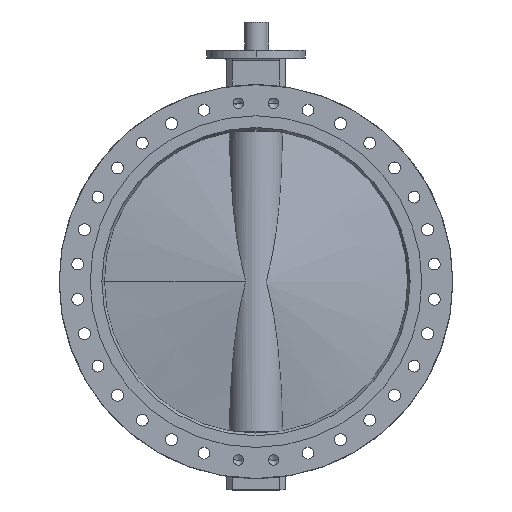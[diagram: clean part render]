
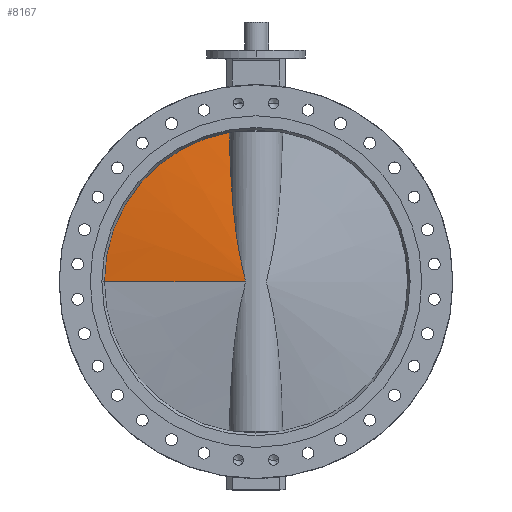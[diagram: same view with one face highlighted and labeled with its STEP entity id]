
A CAD part, top view. The second image highlights one B-rep face of the part: STEP entity #8167.
In plain terms, the highlighted conical face has half-angle 81.018 degrees and reference radius 540.948 mm.
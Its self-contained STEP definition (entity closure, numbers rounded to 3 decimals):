
#1013 = LINE ( 'NONE', #3179, #1014 ) ;
#1014 = VECTOR ( 'NONE', #3222, 1000. ) ;
#1033 = CIRCLE ( 'NONE', #6328, 539.281 ) ;
#1280 = EDGE_LOOP ( 'NONE', ( #7879, #7880, #7881 ) ) ;
#2859 = EDGE_CURVE ( 'NONE', #8695, #8680, #1013, .T. ) ;
#2879 = EDGE_CURVE ( 'NONE', #10082, #8695, #9003, .T. ) ;
#2880 = EDGE_CURVE ( 'NONE', #10082, #8680, #1033, .T. ) ;
#3179 = CARTESIAN_POINT ( 'NONE',  ( -7.5, 0., -540.948 ) ) ;
#3222 = DIRECTION ( 'NONE',  ( 0.156, 0., -0.988 ) ) ;
#3420 = CARTESIAN_POINT ( 'NONE',  ( -7.763, 530.904, -94.682 ) ) ;
#3421 = CARTESIAN_POINT ( 'NONE',  ( -11.236, 508.636, -94.397 ) ) ;
#3426 = CARTESIAN_POINT ( 'NONE',  ( -14.708, 486.373, -93.921 ) ) ;
#3427 = CARTESIAN_POINT ( 'NONE',  ( -21.649, 441.854, -92.568 ) ) ;
#3428 = CARTESIAN_POINT ( 'NONE',  ( -25.118, 419.599, -91.691 ) ) ;
#3429 = CARTESIAN_POINT ( 'NONE',  ( -32.052, 375.099, -89.504 ) ) ;
#3430 = CARTESIAN_POINT ( 'NONE',  ( -35.515, 352.867, -88.193 ) ) ;
#3431 = CARTESIAN_POINT ( 'NONE',  ( -42.432, 308.442, -85.082 ) ) ;
#3432 = CARTESIAN_POINT ( 'NONE',  ( -45.886, 286.249, -83.281 ) ) ;
#3433 = CARTESIAN_POINT ( 'NONE',  ( -52.779, 241.909, -79.092 ) ) ;
#3434 = CARTESIAN_POINT ( 'NONE',  ( -56.219, 219.763, -76.706 ) ) ;
#3435 = CARTESIAN_POINT ( 'NONE',  ( -61.36, 186.588, -72.559 ) ) ;
#3436 = CARTESIAN_POINT ( 'NONE',  ( -63.069, 175.545, -71.082 ) ) ;
#3437 = CARTESIAN_POINT ( 'NONE',  ( -66.475, 153.496, -67.908 ) ) ;
#3438 = CARTESIAN_POINT ( 'NONE',  ( -68.171, 142.49, -66.211 ) ) ;
#3439 = CARTESIAN_POINT ( 'NONE',  ( -71.544, 120.522, -62.551 ) ) ;
#3440 = CARTESIAN_POINT ( 'NONE',  ( -73.221, 109.56, -60.589 ) ) ;
#3441 = CARTESIAN_POINT ( 'NONE',  ( -75.708, 93.155, -57.403 ) ) ;
#3442 = CARTESIAN_POINT ( 'NONE',  ( -76.532, 87.693, -56.301 ) ) ;
#3443 = CARTESIAN_POINT ( 'NONE',  ( -78.166, 76.782, -54.009 ) ) ;
#3444 = CARTESIAN_POINT ( 'NONE',  ( -78.976, 71.333, -52.82 ) ) ;
#3445 = CARTESIAN_POINT ( 'NONE',  ( -80.571, 60.448, -50.353 ) ) ;
#3446 = CARTESIAN_POINT ( 'NONE',  ( -81.357, 55.011, -49.075 ) ) ;
#3447 = CARTESIAN_POINT ( 'NONE',  ( -82.5, 46.86, -47.11 ) ) ;
#3448 = CARTESIAN_POINT ( 'NONE',  ( -82.875, 44.144, -46.447 ) ) ;
#3449 = CARTESIAN_POINT ( 'NONE',  ( -83.608, 38.71, -45.115 ) ) ;
#3450 = CARTESIAN_POINT ( 'NONE',  ( -83.965, 35.992, -44.446 ) ) ;
#3451 = CARTESIAN_POINT ( 'NONE',  ( -84.652, 30.55, -43.124 ) ) ;
#3452 = CARTESIAN_POINT ( 'NONE',  ( -84.981, 27.826, -42.469 ) ) ;
#3453 = CARTESIAN_POINT ( 'NONE',  ( -85.595, 22.361, -41.218 ) ) ;
#3454 = CARTESIAN_POINT ( 'NONE',  ( -85.879, 19.621, -40.621 ) ) ;
#3455 = CARTESIAN_POINT ( 'NONE',  ( -86.371, 14.107, -39.564 ) ) ;
#3456 = CARTESIAN_POINT ( 'NONE',  ( -86.579, 11.333, -39.106 ) ) ;
#3457 = CARTESIAN_POINT ( 'NONE',  ( -86.87, 5.721, -38.455 ) ) ;
#3458 = CARTESIAN_POINT ( 'NONE',  ( -86.952, 2.882, -38.268 ) ) ;
#3459 = CARTESIAN_POINT ( 'NONE',  ( -86.952, 0., -38.268 ) ) ;
#3462 = CARTESIAN_POINT ( 'NONE',  ( -7.763, 0., 0. ) ) ;
#3463 = DIRECTION ( 'NONE',  ( -1., 0., 0. ) ) ;
#3464 = DIRECTION ( 'NONE',  ( 0., 0., 1. ) ) ;
#3649 = DIRECTION ( 'NONE',  ( 0., 0., -1. ) ) ;
#3650 = CARTESIAN_POINT ( 'NONE',  ( -7.5, 0., 0. ) ) ;
#3651 = DIRECTION ( 'NONE',  ( 1., 0., 0. ) ) ;
#3762 = AXIS2_PLACEMENT_3D ( 'NONE', #3650, #3651, #3649 ) ;
#4144 = FACE_OUTER_BOUND ( 'NONE', #1280, .T. ) ;
#4148 = CONICAL_SURFACE ( 'NONE', #3762, 540.948, 1.414 ) ;
#5434 = CARTESIAN_POINT ( 'NONE',  ( -7.763, 0., -539.281 ) ) ;
#5450 = CARTESIAN_POINT ( 'NONE',  ( -86.952, 0., -38.268 ) ) ;
#5694 = CARTESIAN_POINT ( 'NONE',  ( -7.763, 530.904, -94.682 ) ) ;
#6328 = AXIS2_PLACEMENT_3D ( 'NONE', #3462, #3463, #3464 ) ;
#7879 = ORIENTED_EDGE ( 'NONE', *, *, #2859, .F. ) ;
#7880 = ORIENTED_EDGE ( 'NONE', *, *, #2879, .F. ) ;
#7881 = ORIENTED_EDGE ( 'NONE', *, *, #2880, .T. ) ;
#8167 = ADVANCED_FACE ( 'NONE', ( #4144 ), #4148, .T. ) ;
#8680 = VERTEX_POINT ( 'NONE', #5434 ) ;
#8695 = VERTEX_POINT ( 'NONE', #5450 ) ;
#9003 = B_SPLINE_CURVE_WITH_KNOTS ( 'NONE', 3,
 ( #3420, #3421, #3426, #3427, #3428, #3429, #3430, #3431, #3432, #3433, #3434, #3435, #3436, #3437, #3438, #3439, #3440, #3441, #3442, #3443, #3444, #3445, #3446, #3447, #3448, #3449, #3450, #3451, #3452, #3453, #3454, #3455, #3456, #3457, #3458, #3459 ),
 .UNSPECIFIED., .F., .F.,
 ( 4, 2, 2, 2, 2, 2, 2, 2, 2, 2, 2, 2, 2, 2, 2, 2, 2, 4 ),
 ( 0.056, 0.123, 0.191, 0.258, 0.326, 0.394, 0.427, 0.461, 0.495, 0.512, 0.529, 0.546, 0.554, 0.563, 0.571, 0.58, 0.588, 0.597 ),
 .UNSPECIFIED. ) ;
#10082 = VERTEX_POINT ( 'NONE', #5694 ) ;
